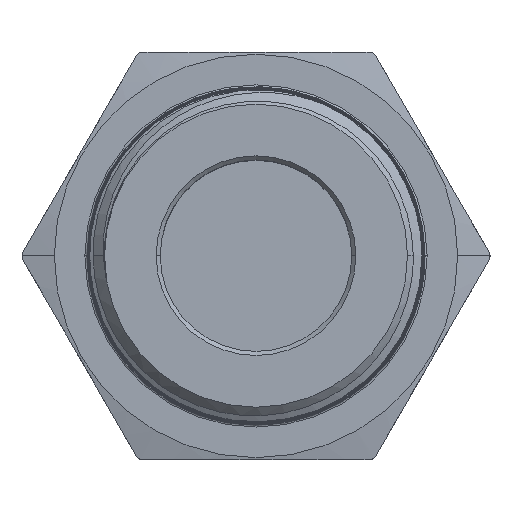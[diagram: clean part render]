
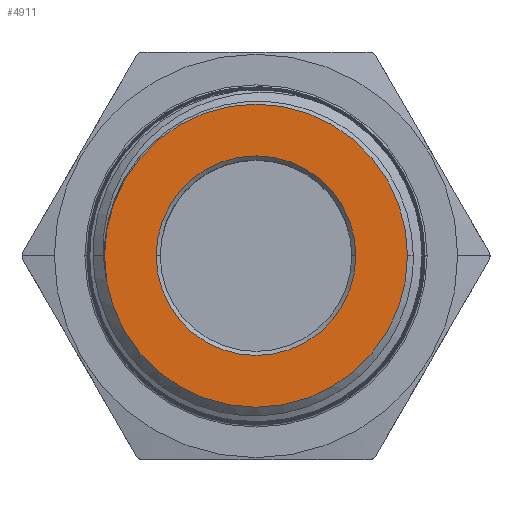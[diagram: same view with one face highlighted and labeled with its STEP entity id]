
A CAD part, top view. The second image highlights one B-rep face of the part: STEP entity #4911.
In plain terms, the highlighted planar face has unit normal (0, 0, 1).
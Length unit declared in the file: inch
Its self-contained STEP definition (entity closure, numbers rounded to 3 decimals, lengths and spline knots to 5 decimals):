
#1464 = DIRECTION ( 'NONE',  ( 0., 0., 1. ) ) ;
#1465 = CARTESIAN_POINT ( 'NONE',  ( 0., 0., 1.05 ) ) ;
#1467 = PLANE ( 'NONE',  #5615 ) ;
#1469 = DIRECTION ( 'NONE',  ( 1., 0., 0. ) ) ;
#2562 = CIRCLE ( 'NONE', #5646, 0.74375 ) ;
#2568 = CIRCLE ( 'NONE', #5647, 0.74375 ) ;
#2573 = CIRCLE ( 'NONE', #5650, 0.49 ) ;
#2590 = CIRCLE ( 'NONE', #5658, 0.49 ) ;
#3074 = CARTESIAN_POINT ( 'NONE',  ( 0., 0., 1.05 ) ) ;
#3075 = DIRECTION ( 'NONE',  ( 0., 0., -1. ) ) ;
#3076 = DIRECTION ( 'NONE',  ( -1., 0., 0. ) ) ;
#3135 = CARTESIAN_POINT ( 'NONE',  ( 0., 0., 1.05 ) ) ;
#3136 = DIRECTION ( 'NONE',  ( 0., 0., -1. ) ) ;
#3137 = DIRECTION ( 'NONE',  ( -1., 0., 0. ) ) ;
#3271 = CARTESIAN_POINT ( 'NONE',  ( 0., 0., 1.05 ) ) ;
#3272 = DIRECTION ( 'NONE',  ( 0., 0., 1. ) ) ;
#3273 = DIRECTION ( 'NONE',  ( 1., 0., 0. ) ) ;
#3329 = CARTESIAN_POINT ( 'NONE',  ( 0., 0., 1.05 ) ) ;
#3330 = DIRECTION ( 'NONE',  ( 0., 0., 1. ) ) ;
#3331 = DIRECTION ( 'NONE',  ( 1., 0., 0. ) ) ;
#3965 = FACE_BOUND ( 'NONE', #5353, .T. ) ;
#3978 = FACE_OUTER_BOUND ( 'NONE', #5359, .T. ) ;
#4911 = ADVANCED_FACE ( 'NONE', ( #3978, #3965 ), #1467, .T. ) ;
#5126 = EDGE_CURVE ( 'NONE', #5679, #5689, #2562, .T. ) ;
#5131 = EDGE_CURVE ( 'NONE', #5689, #5679, #2568, .T. ) ;
#5140 = EDGE_CURVE ( 'NONE', #5724, #5723, #2573, .T. ) ;
#5154 = EDGE_CURVE ( 'NONE', #5723, #5724, #2590, .T. ) ;
#5353 = EDGE_LOOP ( 'NONE', ( #5928, #5929 ) ) ;
#5359 = EDGE_LOOP ( 'NONE', ( #5926, #5927 ) ) ;
#5615 = AXIS2_PLACEMENT_3D ( 'NONE', #1465, #1464, #1469 ) ;
#5646 = AXIS2_PLACEMENT_3D ( 'NONE', #3074, #3075, #3076 ) ;
#5647 = AXIS2_PLACEMENT_3D ( 'NONE', #3135, #3136, #3137 ) ;
#5650 = AXIS2_PLACEMENT_3D ( 'NONE', #3271, #3272, #3273 ) ;
#5658 = AXIS2_PLACEMENT_3D ( 'NONE', #3329, #3330, #3331 ) ;
#5679 = VERTEX_POINT ( 'NONE', #7420 ) ;
#5689 = VERTEX_POINT ( 'NONE', #7416 ) ;
#5723 = VERTEX_POINT ( 'NONE', #7461 ) ;
#5724 = VERTEX_POINT ( 'NONE', #7456 ) ;
#5926 = ORIENTED_EDGE ( 'NONE', *, *, #5126, .F. ) ;
#5927 = ORIENTED_EDGE ( 'NONE', *, *, #5131, .F. ) ;
#5928 = ORIENTED_EDGE ( 'NONE', *, *, #5140, .F. ) ;
#5929 = ORIENTED_EDGE ( 'NONE', *, *, #5154, .F. ) ;
#7416 = CARTESIAN_POINT ( 'NONE',  ( 0.74375, 0., 1.05 ) ) ;
#7420 = CARTESIAN_POINT ( 'NONE',  ( -0.74375, 0., 1.05 ) ) ;
#7456 = CARTESIAN_POINT ( 'NONE',  ( 0.49, 0., 1.05 ) ) ;
#7461 = CARTESIAN_POINT ( 'NONE',  ( -0.49, 0., 1.05 ) ) ;
